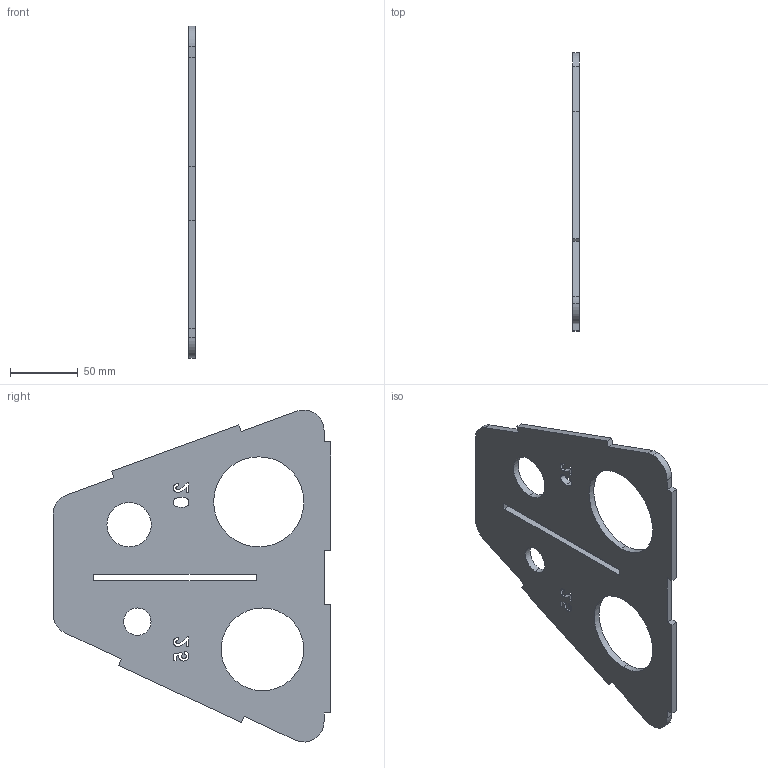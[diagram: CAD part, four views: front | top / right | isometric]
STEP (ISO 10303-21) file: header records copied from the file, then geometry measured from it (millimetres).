
FILE_DESCRIPTION (( 'STEP AP214' ), '1' );
FILE_NAME ('Variable angle foot rest - wall z 2025.STEP', '2023-07-03T13:54:54', ( '' ), ( '' ), 'SwSTEP 2.0', 'SolidWorks 2020', '' );
FILE_SCHEMA (( 'AUTOMOTIVE_DESIGN' ));
Length unit declared in the file: millimetre
Products named in the file (1): Variable angle foot rest - wall z 2025
Bounding box: 5 x 205.05 x 245 mm (x, y, z)
Volume: 142848.5 mm3; surface area: 66066 mm2
Topology: 1 solids, 1 shells, 85 faces, 249 edges, 166 vertices
Faces by surface type: plane 47, bspline 25, cylinder 13
Entity records: 4101 total; most frequent: CARTESIAN_POINT 1918, ORIENTED_EDGE 498, DIRECTION 347, EDGE_CURVE 249, LINE 173, VECTOR 173, VERTEX_POINT 166, EDGE_LOOP 103
